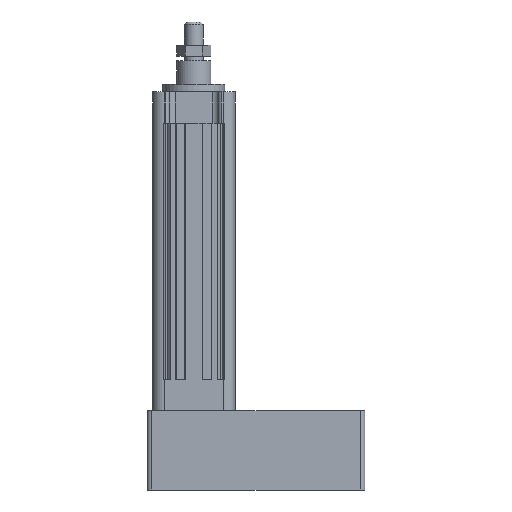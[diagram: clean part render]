
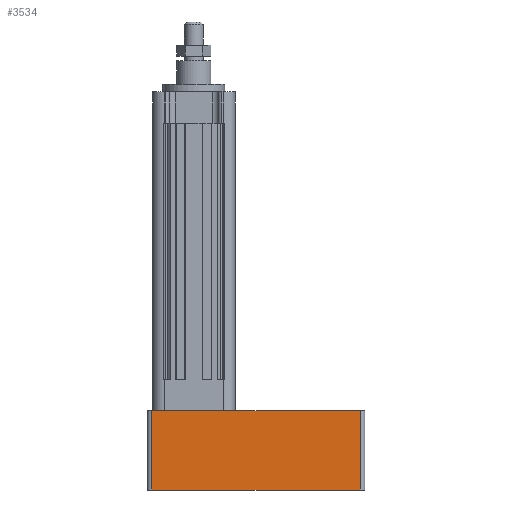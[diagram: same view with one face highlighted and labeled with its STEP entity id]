
A CAD part, front view. The second image highlights one B-rep face of the part: STEP entity #3534.
In plain terms, the highlighted planar face has unit normal (0, -1, 0).
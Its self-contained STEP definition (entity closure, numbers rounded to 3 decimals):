
#43 = DIRECTION ( 'NONE',  ( 0., 1., 0. ) ) ;
#287 = CARTESIAN_POINT ( 'NONE',  ( -27., -30.404, -20. ) ) ;
#333 = VERTEX_POINT ( 'NONE', #287 ) ;
#388 = CARTESIAN_POINT ( 'NONE',  ( -27., -30.404, -71. ) ) ;
#411 = ORIENTED_EDGE ( 'NONE', *, *, #5245, .F. ) ;
#1093 = LINE ( 'NONE', #4270, #2317 ) ;
#1094 = DIRECTION ( 'NONE',  ( 0., 0., 1. ) ) ;
#1140 = EDGE_CURVE ( 'NONE', #3230, #2429, #1093, .T. ) ;
#1688 = VECTOR ( 'NONE', #1094, 1000. ) ;
#1692 = DIRECTION ( 'NONE',  ( 0., 0., 1. ) ) ;
#1715 = VECTOR ( 'NONE', #2439, 1000. ) ;
#1748 = EDGE_LOOP ( 'NONE', ( #4338, #411, #4975, #3997 ) ) ;
#1903 = CARTESIAN_POINT ( 'NONE',  ( 107., -30.404, -20. ) ) ;
#2317 = VECTOR ( 'NONE', #5819, 1000. ) ;
#2429 = VERTEX_POINT ( 'NONE', #388 ) ;
#2439 = DIRECTION ( 'NONE',  ( -1., 0., 0. ) ) ;
#2643 = CARTESIAN_POINT ( 'NONE',  ( 107., -30.404, -71. ) ) ;
#2701 = CARTESIAN_POINT ( 'NONE',  ( 107., -30.404, -71. ) ) ;
#3014 = FACE_OUTER_BOUND ( 'NONE', #1748, .T. ) ;
#3096 = LINE ( 'NONE', #4211, #1688 ) ;
#3169 = PLANE ( 'NONE',  #6673 ) ;
#3230 = VERTEX_POINT ( 'NONE', #2701 ) ;
#3374 = VECTOR ( 'NONE', #1692, 1000. ) ;
#3534 = ADVANCED_FACE ( 'NONE', ( #3014 ), #3169, .F. ) ;
#3707 = DIRECTION ( 'NONE',  ( 0., 0., 1. ) ) ;
#3770 = CARTESIAN_POINT ( 'NONE',  ( 107., -30.404, -20. ) ) ;
#3997 = ORIENTED_EDGE ( 'NONE', *, *, #4481, .T. ) ;
#4211 = CARTESIAN_POINT ( 'NONE',  ( 107., -30.404, -71. ) ) ;
#4270 = CARTESIAN_POINT ( 'NONE',  ( 107., -30.404, -71. ) ) ;
#4338 = ORIENTED_EDGE ( 'NONE', *, *, #5500, .T. ) ;
#4481 = EDGE_CURVE ( 'NONE', #3230, #5180, #3096, .T. ) ;
#4661 = LINE ( 'NONE', #1903, #1715 ) ;
#4975 = ORIENTED_EDGE ( 'NONE', *, *, #1140, .F. ) ;
#5180 = VERTEX_POINT ( 'NONE', #3770 ) ;
#5245 = EDGE_CURVE ( 'NONE', #2429, #333, #6288, .T. ) ;
#5500 = EDGE_CURVE ( 'NONE', #5180, #333, #4661, .T. ) ;
#5819 = DIRECTION ( 'NONE',  ( -1., 0., 0. ) ) ;
#6288 = LINE ( 'NONE', #6384, #3374 ) ;
#6384 = CARTESIAN_POINT ( 'NONE',  ( -27., -30.404, -71. ) ) ;
#6673 = AXIS2_PLACEMENT_3D ( 'NONE', #2643, #43, #3707 ) ;
